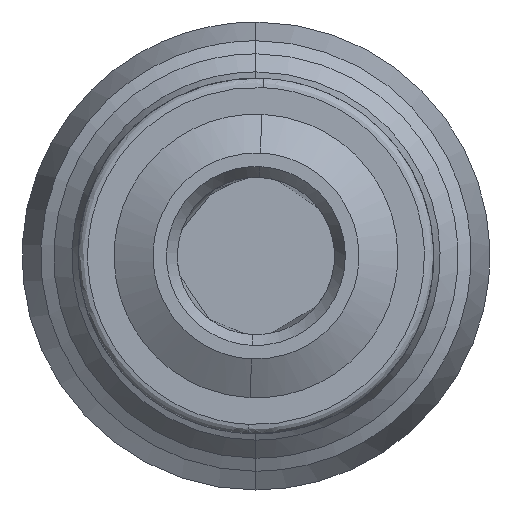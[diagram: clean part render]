
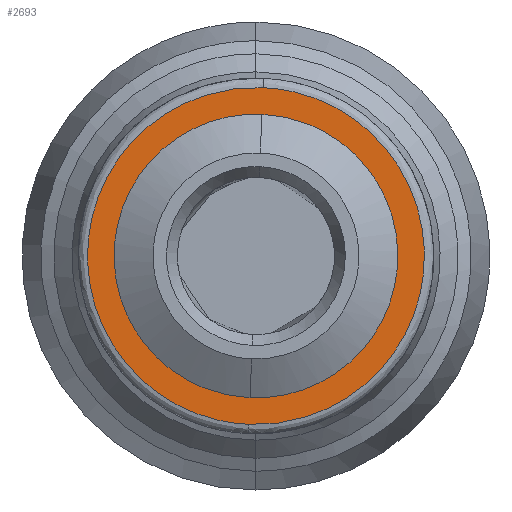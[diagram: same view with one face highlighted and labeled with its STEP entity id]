
A CAD part, front view. The second image highlights one B-rep face of the part: STEP entity #2693.
In plain terms, the highlighted free-form (B-spline) face has degree [1, 1] with [2, 2] control points.
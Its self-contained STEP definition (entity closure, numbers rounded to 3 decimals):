
#24 = CARTESIAN_POINT ( 'NONE',  ( -4.023, -2.8, -2.101 ) ) ;
#35 = CARTESIAN_POINT ( 'NONE',  ( -0.991, -2.8, 4.429 ) ) ;
#80 = CARTESIAN_POINT ( 'NONE',  ( 3.765, -2.8, -0.656 ) ) ;
#89 = CARTESIAN_POINT ( 'NONE',  ( 3.713, -2.8, 2.611 ) ) ;
#92 = CARTESIAN_POINT ( 'NONE',  ( 1.769, -2.8, -3.388 ) ) ;
#98 = CARTESIAN_POINT ( 'NONE',  ( 0.189, -2.8, 4.496 ) ) ;
#164 = CARTESIAN_POINT ( 'NONE',  ( -3.227, -2.8, 2.047 ) ) ;
#170 = VERTEX_POINT ( 'NONE', #213 ) ;
#213 = CARTESIAN_POINT ( 'NONE',  ( -0.189, -2.8, -4.496 ) ) ;
#253 = EDGE_CURVE ( 'NONE', #3590, #3723, #410, .T. ) ;
#319 = CARTESIAN_POINT ( 'NONE',  ( -0.159, -2.8, -3.786 ) ) ;
#329 = CARTESIAN_POINT ( 'NONE',  ( -4.33, -2.8, 1.359 ) ) ;
#359 = CARTESIAN_POINT ( 'NONE',  ( 3.481, -2.8, -2.913 ) ) ;
#371 = CARTESIAN_POINT ( 'NONE',  ( 4.023, -2.8, 2.101 ) ) ;
#376 = EDGE_CURVE ( 'NONE', #170, #839, #1610, .T. ) ;
#410 = B_SPLINE_CURVE_WITH_KNOTS ( 'NONE', 3,
 ( #933, #3268, #2998, #3850, #2156, #2742, #1888, #983, #2469, #80, #3034, #2190, #2443, #1608, #92, #1257, #1316, #319 ),
 .UNSPECIFIED., .F., .F.,
 ( 4, 2, 2, 2, 2, 2, 2, 2, 4 ),
 ( 0., 0.393, 0.785, 1.178, 1.571, 1.963, 2.356, 2.749, 3.142 ),
 .UNSPECIFIED. ) ;
#455 = CARTESIAN_POINT ( 'NONE',  ( -3.765, -2.8, 0.656 ) ) ;
#486 = CARTESIAN_POINT ( 'NONE',  ( -3.388, -2.8, -1.769 ) ) ;
#491 = ORIENTED_EDGE ( 'NONE', *, *, #2539, .T. ) ;
#513 = CARTESIAN_POINT ( 'NONE',  ( 0.159, -2.8, 3.786 ) ) ;
#623 = CARTESIAN_POINT ( 'NONE',  ( -0.402, -2.8, 4.521 ) ) ;
#689 = CARTESIAN_POINT ( 'NONE',  ( -0.189, -2.8, -4.496 ) ) ;
#794 = CARTESIAN_POINT ( 'NONE',  ( 0.159, -2.8, 3.786 ) ) ;
#839 = VERTEX_POINT ( 'NONE', #1883 ) ;
#933 = CARTESIAN_POINT ( 'NONE',  ( 0.159, -2.8, 3.786 ) ) ;
#948 = CARTESIAN_POINT ( 'NONE',  ( 4.741, -2.8, 4.359 ) ) ;
#960 = EDGE_CURVE ( 'NONE', #3723, #3590, #2764, .T. ) ;
#983 = CARTESIAN_POINT ( 'NONE',  ( 3.73, -2.8, 0.835 ) ) ;
#1003 = CARTESIAN_POINT ( 'NONE',  ( 4.471, -2.8, -0.779 ) ) ;
#1029 = CARTESIAN_POINT ( 'NONE',  ( 2.913, -2.8, 3.481 ) ) ;
#1062 = CARTESIAN_POINT ( 'NONE',  ( -3.646, -2.8, 1.144 ) ) ;
#1119 = ORIENTED_EDGE ( 'NONE', *, *, #376, .T. ) ;
#1157 = CARTESIAN_POINT ( 'NONE',  ( -0.779, -2.8, -4.471 ) ) ;
#1253 = CARTESIAN_POINT ( 'NONE',  ( -2.913, -2.8, -3.481 ) ) ;
#1257 = CARTESIAN_POINT ( 'NONE',  ( 0.835, -2.8, -3.73 ) ) ;
#1316 = CARTESIAN_POINT ( 'NONE',  ( 0.338, -2.8, -3.807 ) ) ;
#1374 = CARTESIAN_POINT ( 'NONE',  ( -3.807, -2.8, -0.338 ) ) ;
#1415 = CARTESIAN_POINT ( 'NONE',  ( 4.359, -2.8, -4.741 ) ) ;
#1420 = CARTESIAN_POINT ( 'NONE',  ( -1.144, -2.8, -3.646 ) ) ;
#1532 = EDGE_LOOP ( 'NONE', ( #491, #1119 ) ) ;
#1550 = CARTESIAN_POINT ( 'NONE',  ( -2.431, -2.8, -3.833 ) ) ;
#1591 = CARTESIAN_POINT ( 'NONE',  ( 4.521, -2.8, 0.402 ) ) ;
#1608 = CARTESIAN_POINT ( 'NONE',  ( 2.198, -2.8, -3.126 ) ) ;
#1610 = B_SPLINE_CURVE_WITH_KNOTS ( 'NONE', 3,
 ( #689, #3341, #3399, #3064, #1614, #359, #3380, #1624, #1003, #1591, #2806, #371, #89, #1029, #3693, #1871, #3665, #98 ),
 .UNSPECIFIED., .F., .F.,
 ( 4, 2, 2, 2, 2, 2, 2, 2, 4 ),
 ( 0., 0.393, 0.785, 1.178, 1.571, 1.963, 2.356, 2.749, 3.142 ),
 .UNSPECIFIED. ) ;
#1614 = CARTESIAN_POINT ( 'NONE',  ( 2.611, -2.8, -3.713 ) ) ;
#1624 = CARTESIAN_POINT ( 'NONE',  ( 4.33, -2.8, -1.359 ) ) ;
#1714 = CARTESIAN_POINT ( 'NONE',  ( -3.73, -2.8, -0.835 ) ) ;
#1765 = CARTESIAN_POINT ( 'NONE',  ( -0.189, -2.8, -4.496 ) ) ;
#1835 = CARTESIAN_POINT ( 'NONE',  ( -4.471, -2.8, 0.779 ) ) ;
#1843 = CARTESIAN_POINT ( 'NONE',  ( -1.359, -2.8, -4.33 ) ) ;
#1871 = CARTESIAN_POINT ( 'NONE',  ( 1.359, -2.8, 4.33 ) ) ;
#1883 = CARTESIAN_POINT ( 'NONE',  ( 0.189, -2.8, 4.496 ) ) ;
#1888 = CARTESIAN_POINT ( 'NONE',  ( 3.388, -2.8, 1.769 ) ) ;
#2008 = CARTESIAN_POINT ( 'NONE',  ( -0.835, -2.8, 3.73 ) ) ;
#2072 = B_SPLINE_CURVE_WITH_KNOTS ( 'NONE', 3,
 ( #3260, #623, #35, #3317, #2440, #2727, #2737, #329, #1835, #3017, #3614, #24, #2138, #1253, #1550, #1843, #1157, #1765 ),
 .UNSPECIFIED., .F., .F.,
 ( 4, 2, 2, 2, 2, 2, 2, 2, 4 ),
 ( 0., 0.393, 0.785, 1.178, 1.571, 1.963, 2.356, 2.749, 3.142 ),
 .UNSPECIFIED. ) ;
#2107 = FACE_BOUND ( 'NONE', #2732, .T. ) ;
#2138 = CARTESIAN_POINT ( 'NONE',  ( -3.713, -2.8, -2.611 ) ) ;
#2156 = CARTESIAN_POINT ( 'NONE',  ( 2.453, -2.8, 2.931 ) ) ;
#2190 = CARTESIAN_POINT ( 'NONE',  ( 3.227, -2.8, -2.047 ) ) ;
#2282 = CARTESIAN_POINT ( 'NONE',  ( -2.453, -2.8, -2.931 ) ) ;
#2294 = CARTESIAN_POINT ( 'NONE',  ( -0.656, -2.8, -3.765 ) ) ;
#2338 = FACE_OUTER_BOUND ( 'NONE', #1532, .T. ) ;
#2440 = CARTESIAN_POINT ( 'NONE',  ( -2.611, -2.8, 3.713 ) ) ;
#2443 = CARTESIAN_POINT ( 'NONE',  ( 2.931, -2.8, -2.453 ) ) ;
#2469 = CARTESIAN_POINT ( 'NONE',  ( 3.807, -2.8, 0.338 ) ) ;
#2476 = CARTESIAN_POINT ( 'NONE',  ( -4.359, -2.8, 4.741 ) ) ;
#2531 = CARTESIAN_POINT ( 'NONE',  ( -1.769, -2.8, 3.388 ) ) ;
#2539 = EDGE_CURVE ( 'NONE', #839, #170, #2072, .T. ) ;
#2572 = CARTESIAN_POINT ( 'NONE',  ( -2.198, -2.8, 3.126 ) ) ;
#2693 = ADVANCED_FACE ( 'NONE', ( #2107, #2338 ), #3382, .T. ) ;
#2727 = CARTESIAN_POINT ( 'NONE',  ( -3.481, -2.8, 2.913 ) ) ;
#2732 = EDGE_LOOP ( 'NONE', ( #2738, #3702 ) ) ;
#2737 = CARTESIAN_POINT ( 'NONE',  ( -3.833, -2.8, 2.431 ) ) ;
#2738 = ORIENTED_EDGE ( 'NONE', *, *, #960, .T. ) ;
#2742 = CARTESIAN_POINT ( 'NONE',  ( 3.126, -2.8, 2.198 ) ) ;
#2764 = B_SPLINE_CURVE_WITH_KNOTS ( 'NONE', 3,
 ( #3758, #2294, #1420, #3731, #2282, #3470, #486, #1714, #1374, #455, #1062, #164, #2851, #2572, #2531, #2008, #3446, #794 ),
 .UNSPECIFIED., .F., .F.,
 ( 4, 2, 2, 2, 2, 2, 2, 2, 4 ),
 ( 0., 0.393, 0.785, 1.178, 1.571, 1.963, 2.356, 2.749, 3.142 ),
 .UNSPECIFIED. ) ;
#2806 = CARTESIAN_POINT ( 'NONE',  ( 4.429, -2.8, 0.991 ) ) ;
#2851 = CARTESIAN_POINT ( 'NONE',  ( -2.931, -2.8, 2.453 ) ) ;
#2998 = CARTESIAN_POINT ( 'NONE',  ( 1.144, -2.8, 3.646 ) ) ;
#3017 = CARTESIAN_POINT ( 'NONE',  ( -4.521, -2.8, -0.402 ) ) ;
#3034 = CARTESIAN_POINT ( 'NONE',  ( 3.646, -2.8, -1.144 ) ) ;
#3064 = CARTESIAN_POINT ( 'NONE',  ( 2.101, -2.8, -4.023 ) ) ;
#3260 = CARTESIAN_POINT ( 'NONE',  ( 0.189, -2.8, 4.496 ) ) ;
#3268 = CARTESIAN_POINT ( 'NONE',  ( 0.656, -2.8, 3.765 ) ) ;
#3293 = CARTESIAN_POINT ( 'NONE',  ( -0.159, -2.8, -3.786 ) ) ;
#3317 = CARTESIAN_POINT ( 'NONE',  ( -2.101, -2.8, 4.023 ) ) ;
#3341 = CARTESIAN_POINT ( 'NONE',  ( 0.402, -2.8, -4.521 ) ) ;
#3380 = CARTESIAN_POINT ( 'NONE',  ( 3.833, -2.8, -2.431 ) ) ;
#3382 = B_SPLINE_SURFACE_WITH_KNOTS ( 'NONE', 1, 1, ( 
 ( #1415, #3589 ),
 ( #948, #2476 ) ),
 .UNSPECIFIED., .F., .F., .F.,
 ( 2, 2 ),
 ( 2, 2 ),
 ( 0., 1. ),
 ( 0., 1. ),
 .UNSPECIFIED. ) ;
#3399 = CARTESIAN_POINT ( 'NONE',  ( 0.991, -2.8, -4.429 ) ) ;
#3446 = CARTESIAN_POINT ( 'NONE',  ( -0.338, -2.8, 3.807 ) ) ;
#3470 = CARTESIAN_POINT ( 'NONE',  ( -3.126, -2.8, -2.198 ) ) ;
#3589 = CARTESIAN_POINT ( 'NONE',  ( -4.741, -2.8, -4.359 ) ) ;
#3590 = VERTEX_POINT ( 'NONE', #513 ) ;
#3614 = CARTESIAN_POINT ( 'NONE',  ( -4.429, -2.8, -0.991 ) ) ;
#3665 = CARTESIAN_POINT ( 'NONE',  ( 0.779, -2.8, 4.471 ) ) ;
#3693 = CARTESIAN_POINT ( 'NONE',  ( 2.431, -2.8, 3.833 ) ) ;
#3702 = ORIENTED_EDGE ( 'NONE', *, *, #253, .T. ) ;
#3723 = VERTEX_POINT ( 'NONE', #3293 ) ;
#3731 = CARTESIAN_POINT ( 'NONE',  ( -2.047, -2.8, -3.227 ) ) ;
#3758 = CARTESIAN_POINT ( 'NONE',  ( -0.159, -2.8, -3.786 ) ) ;
#3850 = CARTESIAN_POINT ( 'NONE',  ( 2.047, -2.8, 3.227 ) ) ;
